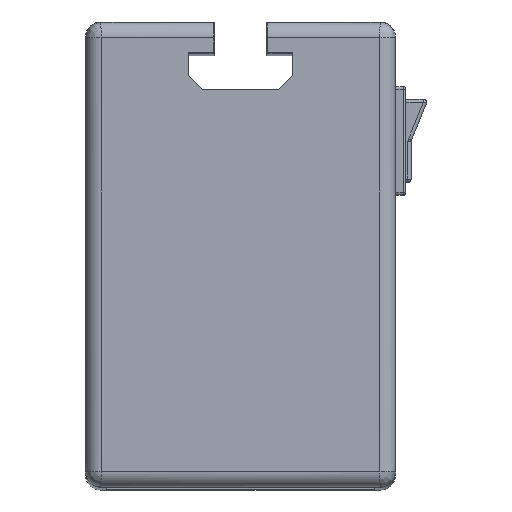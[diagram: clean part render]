
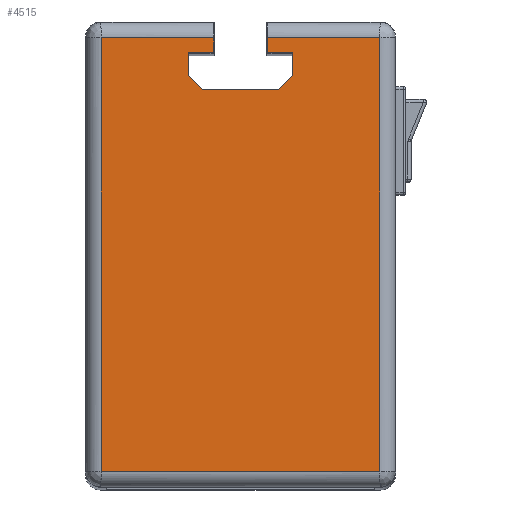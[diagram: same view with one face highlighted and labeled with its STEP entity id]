
A CAD part, top view. The second image highlights one B-rep face of the part: STEP entity #4515.
In plain terms, the highlighted planar face has unit normal (0, 0, 1).
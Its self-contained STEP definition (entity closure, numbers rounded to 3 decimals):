
#14 = VERTEX_POINT ( 'NONE', #988 ) ;
#33 = LINE ( 'NONE', #4517, #4553 ) ;
#56 = VERTEX_POINT ( 'NONE', #1362 ) ;
#62 = CARTESIAN_POINT ( 'NONE',  ( -10.15, 39.05, 154. ) ) ;
#72 = VECTOR ( 'NONE', #921, 1000. ) ;
#99 = DIRECTION ( 'NONE',  ( 0., -1., 0. ) ) ;
#102 = EDGE_CURVE ( 'NONE', #1077, #822, #2172, .T. ) ;
#322 = ORIENTED_EDGE ( 'NONE', *, *, #2948, .F. ) ;
#360 = DIRECTION ( 'NONE',  ( 0., 1., 0. ) ) ;
#414 = VECTOR ( 'NONE', #3258, 1000. ) ;
#467 = ORIENTED_EDGE ( 'NONE', *, *, #2918, .F. ) ;
#517 = ORIENTED_EDGE ( 'NONE', *, *, #3046, .T. ) ;
#536 = VERTEX_POINT ( 'NONE', #1795 ) ;
#546 = ORIENTED_EDGE ( 'NONE', *, *, #4089, .T. ) ;
#607 = VERTEX_POINT ( 'NONE', #1154 ) ;
#642 = EDGE_CURVE ( 'NONE', #14, #3845, #750, .T. ) ;
#714 = LINE ( 'NONE', #1973, #4658 ) ;
#750 = LINE ( 'NONE', #62, #3283 ) ;
#822 = VERTEX_POINT ( 'NONE', #4929 ) ;
#919 = CARTESIAN_POINT ( 'NONE',  ( 5.15, 41.95, 154. ) ) ;
#921 = DIRECTION ( 'NONE',  ( 1., 0., 0. ) ) ;
#936 = DIRECTION ( 'NONE',  ( 0., 1., 0. ) ) ;
#988 = CARTESIAN_POINT ( 'NONE',  ( -10.15, 39.05, 154. ) ) ;
#1036 = LINE ( 'NONE', #2060, #3823 ) ;
#1077 = VERTEX_POINT ( 'NONE', #4394 ) ;
#1087 = CARTESIAN_POINT ( 'NONE',  ( -26.95, 4.376, 154. ) ) ;
#1143 = LINE ( 'NONE', #1361, #1892 ) ;
#1144 = CARTESIAN_POINT ( 'NONE',  ( 7.399, 31.95, 154. ) ) ;
#1151 = VERTEX_POINT ( 'NONE', #2341 ) ;
#1154 = CARTESIAN_POINT ( 'NONE',  ( 26.95, 41.95, 154. ) ) ;
#1187 = VECTOR ( 'NONE', #3824, 1000. ) ;
#1202 = ORIENTED_EDGE ( 'NONE', *, *, #1430, .F. ) ;
#1212 = AXIS2_PLACEMENT_3D ( 'NONE', #5084, #1877, #3848 ) ;
#1232 = ORIENTED_EDGE ( 'NONE', *, *, #2853, .F. ) ;
#1361 = CARTESIAN_POINT ( 'NONE',  ( 10.15, 34.701, 154. ) ) ;
#1362 = CARTESIAN_POINT ( 'NONE',  ( 10.15, 34.701, 154. ) ) ;
#1430 = EDGE_CURVE ( 'NONE', #3318, #3493, #3269, .T. ) ;
#1457 = ORIENTED_EDGE ( 'NONE', *, *, #4864, .T. ) ;
#1512 = CARTESIAN_POINT ( 'NONE',  ( 26.95, -41.95, 154. ) ) ;
#1587 = LINE ( 'NONE', #2026, #414 ) ;
#1642 = CARTESIAN_POINT ( 'NONE',  ( 0., -41.95, 154. ) ) ;
#1700 = ORIENTED_EDGE ( 'NONE', *, *, #2075, .T. ) ;
#1783 = LINE ( 'NONE', #4219, #3640 ) ;
#1795 = CARTESIAN_POINT ( 'NONE',  ( -26.95, -41.95, 154. ) ) ;
#1821 = CARTESIAN_POINT ( 'NONE',  ( -5.15, 39.05, 154. ) ) ;
#1848 = VECTOR ( 'NONE', #360, 1000. ) ;
#1877 = DIRECTION ( 'NONE',  ( 0., 0., 1. ) ) ;
#1892 = VECTOR ( 'NONE', #936, 1000. ) ;
#1920 = DIRECTION ( 'NONE',  ( 0.707, 0.707, 0. ) ) ;
#1973 = CARTESIAN_POINT ( 'NONE',  ( 0., 41.95, 154. ) ) ;
#2026 = CARTESIAN_POINT ( 'NONE',  ( -10.15, 34.701, 154. ) ) ;
#2038 = DIRECTION ( 'NONE',  ( 0., -1., 0. ) ) ;
#2060 = CARTESIAN_POINT ( 'NONE',  ( -5.15, 39.05, 154. ) ) ;
#2075 = EDGE_CURVE ( 'NONE', #3816, #607, #33, .T. ) ;
#2130 = DIRECTION ( 'NONE',  ( 0., 1., 0. ) ) ;
#2172 = LINE ( 'NONE', #3436, #1187 ) ;
#2225 = PLANE ( 'NONE',  #1212 ) ;
#2248 = DIRECTION ( 'NONE',  ( -1., 0., 0. ) ) ;
#2341 = CARTESIAN_POINT ( 'NONE',  ( 10.15, 39.05, 154. ) ) ;
#2634 = LINE ( 'NONE', #3859, #1848 ) ;
#2645 = VECTOR ( 'NONE', #99, 1000. ) ;
#2853 = EDGE_CURVE ( 'NONE', #3085, #4816, #2634, .T. ) ;
#2911 = VERTEX_POINT ( 'NONE', #4805 ) ;
#2918 = EDGE_CURVE ( 'NONE', #3845, #1077, #1587, .T. ) ;
#2944 = ORIENTED_EDGE ( 'NONE', *, *, #3123, .F. ) ;
#2948 = EDGE_CURVE ( 'NONE', #3493, #14, #1036, .T. ) ;
#2979 = CARTESIAN_POINT ( 'NONE',  ( 5.15, 39.05, 154. ) ) ;
#2996 = VECTOR ( 'NONE', #1920, 1000. ) ;
#3046 = EDGE_CURVE ( 'NONE', #3318, #2911, #3954, .T. ) ;
#3085 = VERTEX_POINT ( 'NONE', #2979 ) ;
#3123 = EDGE_CURVE ( 'NONE', #1151, #3085, #1783, .T. ) ;
#3199 = EDGE_LOOP ( 'NONE', ( #322, #1202, #517, #1457, #546, #1700, #4332, #1232, #2944, #4236, #4452, #3260, #467, #4367 ) ) ;
#3258 = DIRECTION ( 'NONE',  ( 0.707, -0.707, 0. ) ) ;
#3260 = ORIENTED_EDGE ( 'NONE', *, *, #102, .F. ) ;
#3269 = LINE ( 'NONE', #4035, #2645 ) ;
#3283 = VECTOR ( 'NONE', #2038, 1000. ) ;
#3318 = VERTEX_POINT ( 'NONE', #3942 ) ;
#3436 = CARTESIAN_POINT ( 'NONE',  ( -7.399, 31.95, 154. ) ) ;
#3493 = VERTEX_POINT ( 'NONE', #1821 ) ;
#3640 = VECTOR ( 'NONE', #2248, 1000. ) ;
#3676 = EDGE_CURVE ( 'NONE', #607, #4816, #714, .T. ) ;
#3816 = VERTEX_POINT ( 'NONE', #1512 ) ;
#3820 = DIRECTION ( 'NONE',  ( -1., 0., 0. ) ) ;
#3823 = VECTOR ( 'NONE', #4018, 1000. ) ;
#3824 = DIRECTION ( 'NONE',  ( 1., 0., 0. ) ) ;
#3845 = VERTEX_POINT ( 'NONE', #4330 ) ;
#3848 = DIRECTION ( 'NONE',  ( 1., 0., 0. ) ) ;
#3859 = CARTESIAN_POINT ( 'NONE',  ( 5.15, 39.05, 154. ) ) ;
#3860 = VECTOR ( 'NONE', #3862, 1000. ) ;
#3862 = DIRECTION ( 'NONE',  ( 0., -1., 0. ) ) ;
#3899 = VECTOR ( 'NONE', #3820, 1000. ) ;
#3942 = CARTESIAN_POINT ( 'NONE',  ( -5.15, 41.95, 154. ) ) ;
#3954 = LINE ( 'NONE', #5019, #3899 ) ;
#3998 = LINE ( 'NONE', #1642, #72 ) ;
#4018 = DIRECTION ( 'NONE',  ( -1., 0., 0. ) ) ;
#4035 = CARTESIAN_POINT ( 'NONE',  ( -5.15, 44.95, 154. ) ) ;
#4086 = LINE ( 'NONE', #1144, #2996 ) ;
#4089 = EDGE_CURVE ( 'NONE', #536, #3816, #3998, .T. ) ;
#4122 = LINE ( 'NONE', #1087, #3860 ) ;
#4184 = EDGE_CURVE ( 'NONE', #56, #1151, #1143, .T. ) ;
#4219 = CARTESIAN_POINT ( 'NONE',  ( 10.15, 39.05, 154. ) ) ;
#4236 = ORIENTED_EDGE ( 'NONE', *, *, #4184, .F. ) ;
#4261 = FACE_OUTER_BOUND ( 'NONE', #3199, .T. ) ;
#4330 = CARTESIAN_POINT ( 'NONE',  ( -10.15, 34.701, 154. ) ) ;
#4332 = ORIENTED_EDGE ( 'NONE', *, *, #3676, .T. ) ;
#4367 = ORIENTED_EDGE ( 'NONE', *, *, #642, .F. ) ;
#4394 = CARTESIAN_POINT ( 'NONE',  ( -7.399, 31.95, 154. ) ) ;
#4452 = ORIENTED_EDGE ( 'NONE', *, *, #5010, .F. ) ;
#4515 = ADVANCED_FACE ( 'NONE', ( #4261 ), #2225, .T. ) ;
#4517 = CARTESIAN_POINT ( 'NONE',  ( 26.95, 4.376, 154. ) ) ;
#4553 = VECTOR ( 'NONE', #2130, 1000. ) ;
#4658 = VECTOR ( 'NONE', #5159, 1000. ) ;
#4805 = CARTESIAN_POINT ( 'NONE',  ( -26.95, 41.95, 154. ) ) ;
#4816 = VERTEX_POINT ( 'NONE', #919 ) ;
#4864 = EDGE_CURVE ( 'NONE', #2911, #536, #4122, .T. ) ;
#4929 = CARTESIAN_POINT ( 'NONE',  ( 7.399, 31.95, 154. ) ) ;
#5010 = EDGE_CURVE ( 'NONE', #822, #56, #4086, .T. ) ;
#5019 = CARTESIAN_POINT ( 'NONE',  ( 0., 41.95, 154. ) ) ;
#5084 = CARTESIAN_POINT ( 'NONE',  ( 0., 4.376, 154. ) ) ;
#5159 = DIRECTION ( 'NONE',  ( -1., 0., 0. ) ) ;
